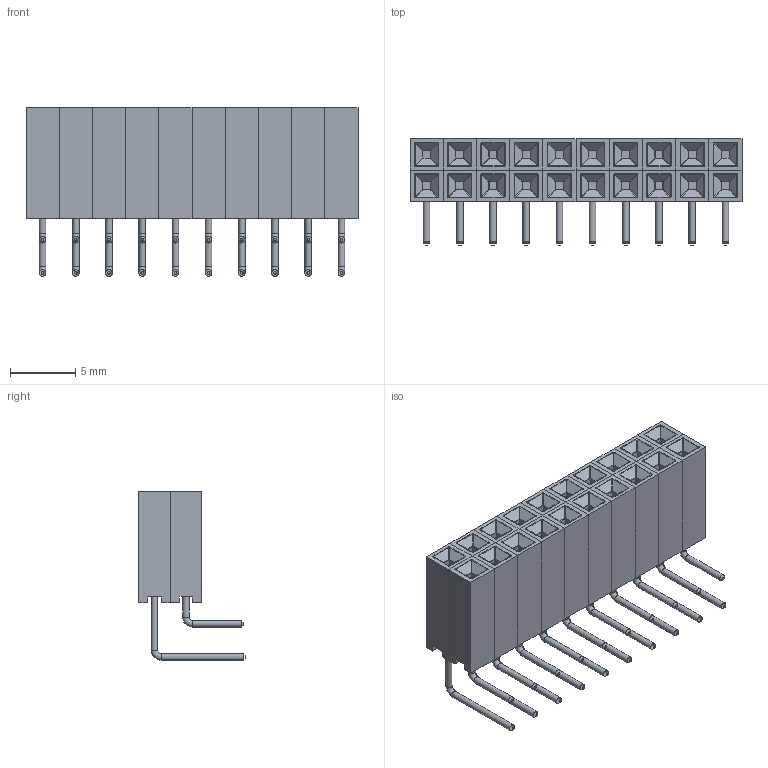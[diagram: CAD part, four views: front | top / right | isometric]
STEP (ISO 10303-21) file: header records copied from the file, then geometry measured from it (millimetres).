
FILE_DESCRIPTION(/* description */ (''),/* implementation_level */ '2;1');
FILE_NAME(/* name */ 'Header THT female 2x10 RA.step',/* time_stamp */ '2019-04-30T16:19:18+02:00',/* author */ (''),/* organization */ (''),/* preprocessor_version */ 'ST-DEVELOPER v18',/* originating_system */ 'Autodesk Translation Framework v8.2.0.1029',/* authorisation */ '');
FILE_SCHEMA (('AUTOMOTIVE_DESIGN { 1 0 10303 214 3 1 1 }'));
Length unit declared in the file: millimetre
Products named in the file (1): (Nicht gespeichert)
Bounding box: 25.4 x 8.14 x 12.89 mm (x, y, z)
Volume: 984.1 mm3; surface area: 2530.1 mm2
Topology: 20 solids, 20 shells, 1120 faces, 2620 edges, 1580 vertices
Faces by surface type: plane 480, cylinder 360, bspline 240, cone 20, torus 20
Full cylindrical faces by diameter (mm): 0.5 x40
Entity records: 36472 total; most frequent: CARTESIAN_POINT 10701, DIRECTION 5422, ORIENTED_EDGE 5240, EDGE_CURVE 2620, AXIS2_PLACEMENT_3D 2001, VERTEX_POINT 1580, LINE 1420, VECTOR 1420
